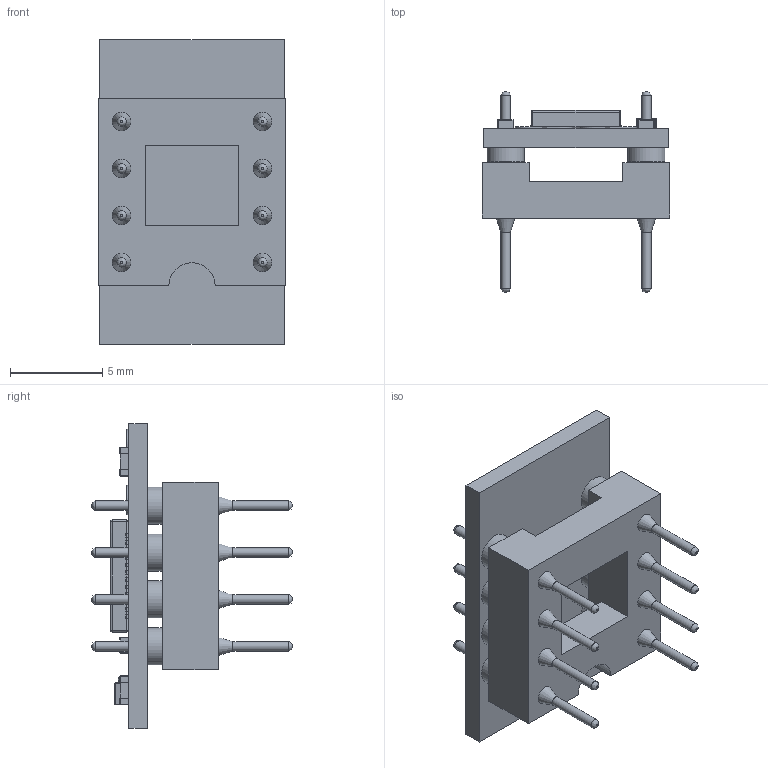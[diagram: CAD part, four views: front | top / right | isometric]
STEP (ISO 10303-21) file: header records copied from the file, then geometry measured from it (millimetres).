
FILE_DESCRIPTION(/* description */ (''),/* implementation_level */ '2;1');
FILE_NAME(/* name */ 'RTC-8564NB_Akidsuki.step',/* time_stamp */ '2018-09-28T23:27:00+09:00',/* author */ ('sonatine726'),/* organization */ (''),/* preprocessor_version */ 'ST-DEVELOPER v17.2',/* originating_system */ 'Autodesk Translation Framework v7.6.0.251',/* authorisation */ '');
FILE_SCHEMA (('AUTOMOTIVE_DESIGN { 1 0 10303 214 3 1 1 }'));
Length unit declared in the file: millimetre
Products named in the file (10): RTC-8564NB_Akidsuki; RTC-8564NB_Akidsuki_1; RTC_8564NB v3; Resistor1608 v1; Resistor1608 v1 (1); Resistor1608 v1 (2); Resistor1608 v1 (3); Capacitor1210 v3; chip_diode v3; Dip_socket_8pin
Assembly tree (9 placements, depth 3):
  RTC-8564NB_Akidsuki
    RTC-8564NB_Akidsuki_1
      RTC_8564NB v3
      Resistor1608 v1
      Resistor1608 v1 (1)
      Resistor1608 v1 (2)
      Resistor1608 v1 (3)
      Capacitor1210 v3
      chip_diode v3
    Dip_socket_8pin
Bounding box: 10.16 x 10.83 x 16.5 mm (x, y, z)
Volume: 426.3 mm3; surface area: 1367 mm2
Topology: 64 solids, 64 shells, 749 faces, 1640 edges, 998 vertices
Faces by surface type: plane 374, cylinder 213, bspline 67, sphere 55, cone 40
Full cylindrical faces by diameter (mm): 0.5 x32, 0.8 x8, 1 x16, 2 x8
Entity records: 21571 total; most frequent: CARTESIAN_POINT 4590, DIRECTION 3650, ORIENTED_EDGE 3158, EDGE_CURVE 1579, AXIS2_PLACEMENT_3D 1371, VERTEX_POINT 997, LINE 908, VECTOR 908
